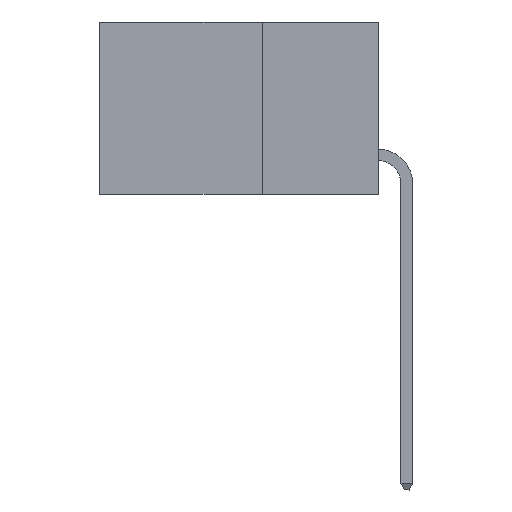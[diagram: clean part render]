
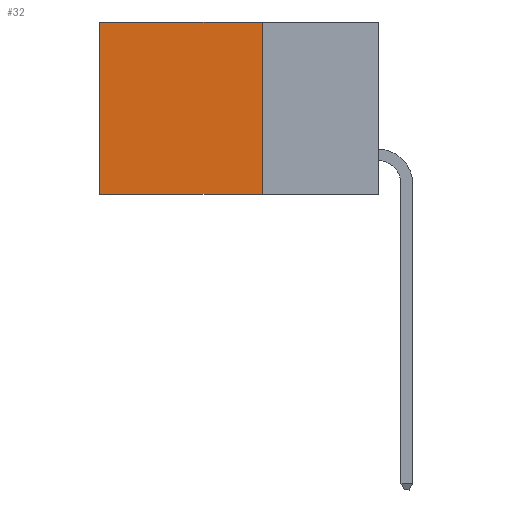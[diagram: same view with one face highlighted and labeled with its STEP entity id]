
A CAD part, left-side view. The second image highlights one B-rep face of the part: STEP entity #32.
In plain terms, the highlighted planar face has unit normal (-1, 0, 0).
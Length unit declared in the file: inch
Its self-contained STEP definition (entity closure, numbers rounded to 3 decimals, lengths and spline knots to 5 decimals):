
#11 = DIRECTION ( 'NONE',  ( 0., 1., 0. ) ) ;
#32 = ADVANCED_FACE ( 'NONE', ( #1244 ), #14400, .F. ) ;
#1244 = FACE_OUTER_BOUND ( 'NONE', #16971, .T. ) ;
#1804 = ORIENTED_EDGE ( 'NONE', *, *, #7261, .T. ) ;
#1890 = CARTESIAN_POINT ( 'NONE',  ( 0.2615, 0.25, -0.37 ) ) ;
#2010 = VECTOR ( 'NONE', #19716, 39.37008 ) ;
#3779 = CARTESIAN_POINT ( 'NONE',  ( 0.2615, 0.25, 0. ) ) ;
#4035 = EDGE_CURVE ( 'NONE', #6144, #23240, #5427, .T. ) ;
#4874 = CARTESIAN_POINT ( 'NONE',  ( 0.2615, 0.6, -0.37 ) ) ;
#5097 = CARTESIAN_POINT ( 'NONE',  ( 0.2615, 0.6, -0.37 ) ) ;
#5310 = ORIENTED_EDGE ( 'NONE', *, *, #4035, .F. ) ;
#5427 = LINE ( 'NONE', #1890, #6183 ) ;
#6144 = VERTEX_POINT ( 'NONE', #3779 ) ;
#6183 = VECTOR ( 'NONE', #15039, 39.37008 ) ;
#6685 = VECTOR ( 'NONE', #14862, 39.37008 ) ;
#7072 = LINE ( 'NONE', #16210, #6685 ) ;
#7241 = EDGE_CURVE ( 'NONE', #23240, #8858, #7072, .T. ) ;
#7261 = EDGE_CURVE ( 'NONE', #6144, #13741, #23641, .T. ) ;
#8631 = CARTESIAN_POINT ( 'NONE',  ( 0.2615, 0.6, 0. ) ) ;
#8676 = DIRECTION ( 'NONE',  ( 0., 0., -1. ) ) ;
#8858 = VERTEX_POINT ( 'NONE', #5097 ) ;
#11008 = CARTESIAN_POINT ( 'NONE',  ( 0.2615, 0.25, -0.37 ) ) ;
#12733 = AXIS2_PLACEMENT_3D ( 'NONE', #15996, #23545, #8676 ) ;
#13741 = VERTEX_POINT ( 'NONE', #8631 ) ;
#14400 = PLANE ( 'NONE',  #12733 ) ;
#14862 = DIRECTION ( 'NONE',  ( 0., 1., 0. ) ) ;
#15039 = DIRECTION ( 'NONE',  ( 0., 0., -1. ) ) ;
#15648 = VECTOR ( 'NONE', #11, 39.37008 ) ;
#15996 = CARTESIAN_POINT ( 'NONE',  ( 0.2615, 0.25, -0.37 ) ) ;
#16210 = CARTESIAN_POINT ( 'NONE',  ( 0.2615, 0.25, -0.37 ) ) ;
#16971 = EDGE_LOOP ( 'NONE', ( #17198, #17606, #5310, #1804 ) ) ;
#17198 = ORIENTED_EDGE ( 'NONE', *, *, #23989, .T. ) ;
#17606 = ORIENTED_EDGE ( 'NONE', *, *, #7241, .F. ) ;
#19716 = DIRECTION ( 'NONE',  ( 0., 0., -1. ) ) ;
#21558 = LINE ( 'NONE', #4874, #2010 ) ;
#21810 = CARTESIAN_POINT ( 'NONE',  ( 0.2615, 0.25, 0. ) ) ;
#23240 = VERTEX_POINT ( 'NONE', #11008 ) ;
#23545 = DIRECTION ( 'NONE',  ( 1., 0., 0. ) ) ;
#23641 = LINE ( 'NONE', #21810, #15648 ) ;
#23989 = EDGE_CURVE ( 'NONE', #13741, #8858, #21558, .T. ) ;
